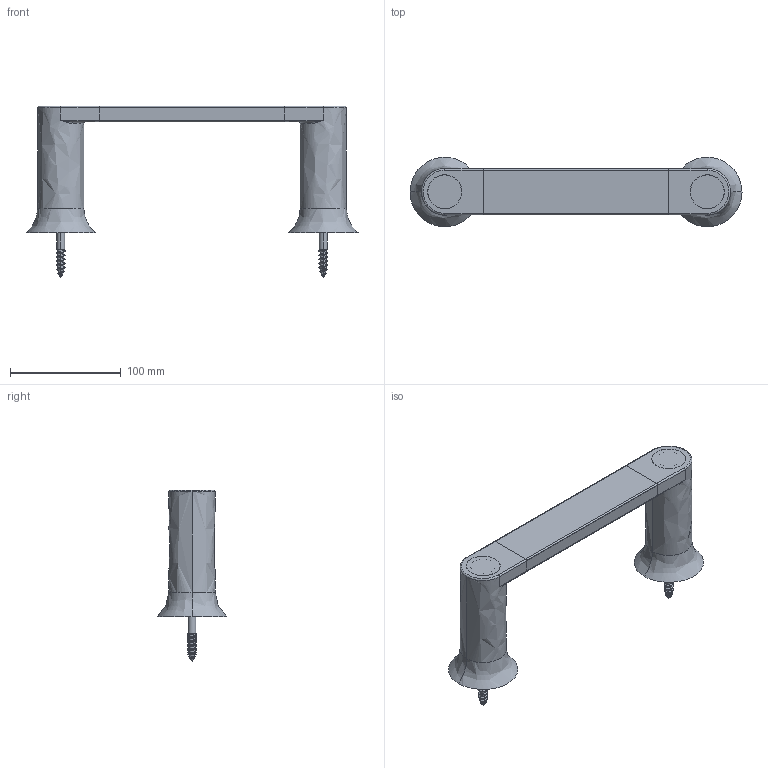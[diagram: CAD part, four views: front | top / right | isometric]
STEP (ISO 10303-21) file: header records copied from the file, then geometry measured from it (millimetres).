
FILE_DESCRIPTION(('FreeCAD Model'),'2;1');
FILE_NAME('Open CASCADE Shape Model','2025-05-01T21:17:10',('FreeCAD'),( 'FreeCAD'),'Open CASCADE STEP processor 7.6','FreeCAD','Unknown');
FILE_SCHEMA(('AUTOMOTIVE_DESIGN { 1 0 10303 214 1 1 1 1 }'));
Length unit declared in the file: millimetre
Products named in the file (1): Open CASCADE STEP translator 7.6 1
Bounding box: 300.16 x 62.75 x 154.97 mm (x, y, z)
Volume: 80696.2 mm3; surface area: 129772.2 mm2
Topology: 7 solids, 7 shells, 232 faces, 576 edges, 360 vertices
Faces by surface type: bspline 232
Entity records: 10896 total; most frequent: CARTESIAN_POINT 7647, ORIENTED_EDGE 1136, EDGE_CURVE 568, VERTEX_POINT 360, B_SPLINE_CURVE_WITH_KNOTS 336, FACE_BOUND 252, EDGE_LOOP 252, ADVANCED_FACE 232
